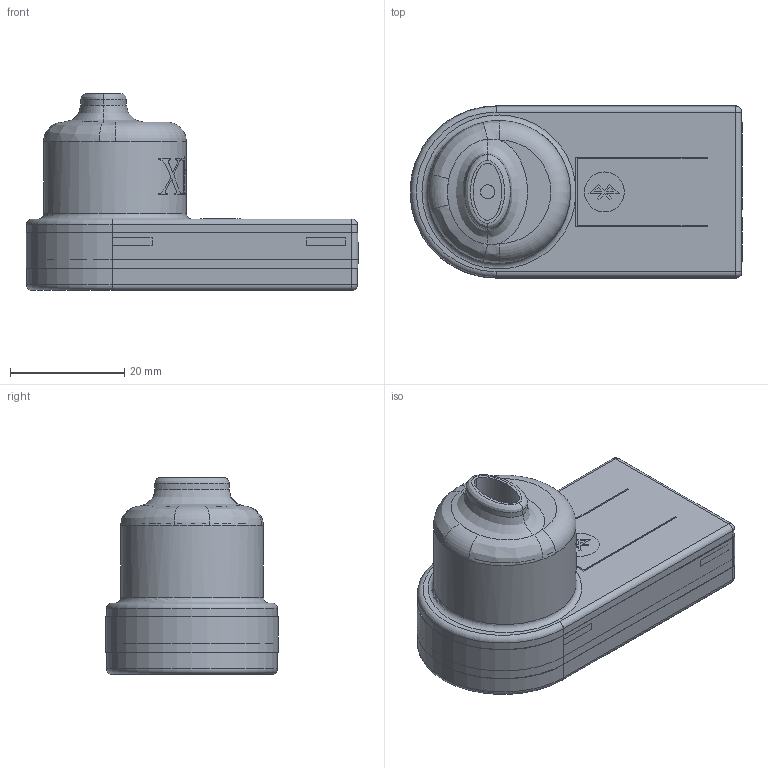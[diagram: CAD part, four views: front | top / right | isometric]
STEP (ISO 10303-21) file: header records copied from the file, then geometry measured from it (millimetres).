
FILE_DESCRIPTION(/* description */ (''),/* implementation_level */ '2;1');
FILE_NAME(/* name */ 'co_device_3d_model.step',/* time_stamp */ '2025-04-08T17:54:22-05:00',/* author */ (''),/* organization */ (''),/* preprocessor_version */ 'ST-DEVELOPER v20.1',/* originating_system */ 'Autodesk Translation Framework v14.4.0.0',/* authorisation */ '');
FILE_SCHEMA (('AUTOMOTIVE_DESIGN { 1 0 10303 214 3 1 1 }'));
Products named in the file (4): CO-FINALTOP_ASM_ASM; CO-FINALTOP_ASM_6_ASM; CO-FINALBASE_14; CO-FINALTOP2_34
Assembly tree (3 placements, depth 3):
  CO-FINALTOP_ASM_ASM
    CO-FINALTOP_ASM_6_ASM
      CO-FINALBASE_14
      CO-FINALTOP2_34
Bounding box: 58.21 x 30.21 x 34.5 mm (x, y, z)
Volume: 19973.1 mm3; surface area: 18247.2 mm2
Topology: 10 solids, 10 shells, 1381 faces, 3893 edges, 2574 vertices
Faces by surface type: bspline 756, plane 563, cylinder 51, sphere 5, torus 5, cone 1
Full cylindrical faces by diameter (mm): 2.5 x1, 7 x1, 18 x1, 24.5 x1, 25 x1
Entity records: 54390 total; most frequent: CARTESIAN_POINT 23662, ORIENTED_EDGE 7776, EDGE_CURVE 3888, DIRECTION 3797, VERTEX_POINT 2574, LINE 2237, VECTOR 2237, B_SPLINE_CURVE_WITH_KNOTS 1503
